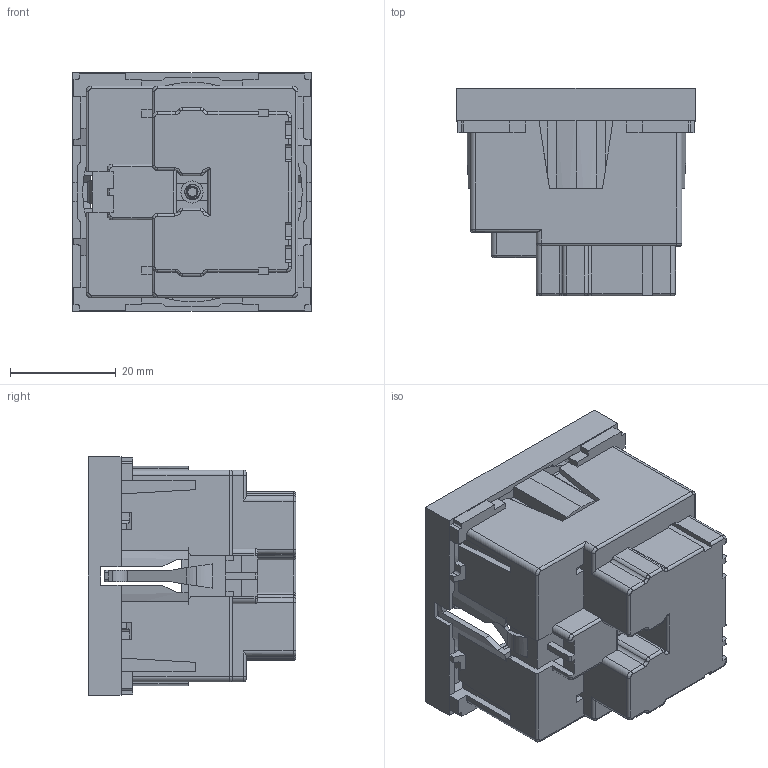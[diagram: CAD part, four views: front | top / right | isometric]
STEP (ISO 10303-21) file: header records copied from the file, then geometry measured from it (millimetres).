
FILE_DESCRIPTION (( 'STEP AP203' ), '1' );
FILE_NAME ('CKK-40D-RSZK2-K04-K ÐÊÑ-20-32-Ï-Ê Ðîçåòêà ñ ç ê 2ê (íà 2 ìîäóëÿ) ÏÐÀÉÌÅÐ êðàñíàÿ IEK.STEP', '2016-07-08T12:41:30', ( '' ), ( '' ), 'SwSTEP 2.0', 'SolidWorks 2014', '' );
FILE_SCHEMA (( 'CONFIG_CONTROL_DESIGN' ));
Length unit declared in the file: millimetre
Products named in the file (1): CKK-40D-RSZK2-K04-K ÐÊÑ-20-32-Ï-Ê Ðîçåòêà ñ ç ê 2ê (íà 2 ìîäóëÿ) ÏÐÀÉÌÅÐ êðàñíàÿ IEK
Bounding box: 45 x 39.2 x 45 mm (x, y, z)
Volume: 26822.6 mm3; surface area: 25228.7 mm2
Topology: 2 solids, 2 shells, 729 faces, 2093 edges, 1356 vertices
Faces by surface type: plane 505, cylinder 165, bspline 31, torus 18, cone 10
Entity records: 26624 total; most frequent: CARTESIAN_POINT 7578, ORIENTED_EDGE 4186, DIRECTION 3693, EDGE_CURVE 2093, LINE 1591, VECTOR 1591, VERTEX_POINT 1356, AXIS2_PLACEMENT_3D 1051
